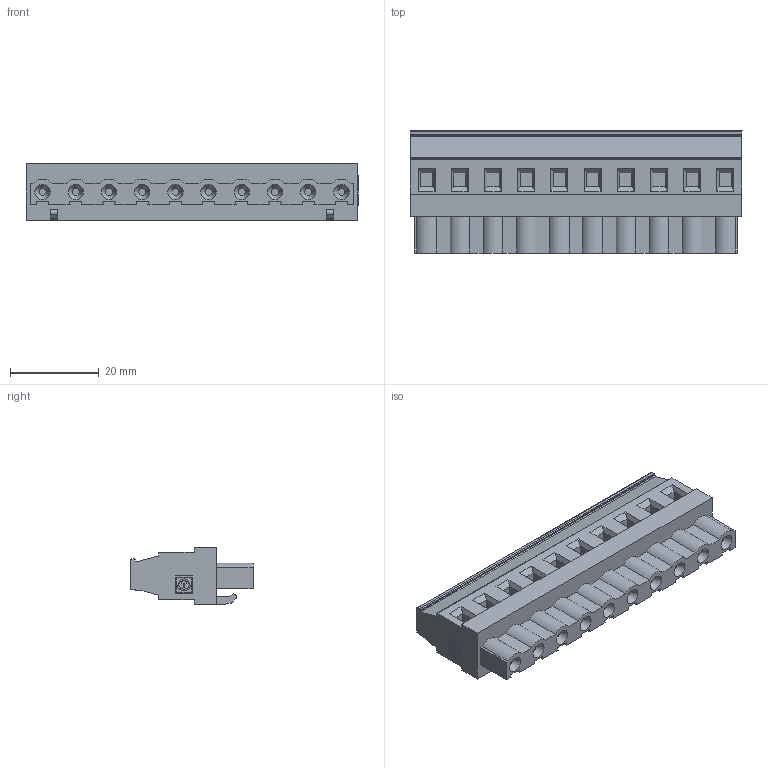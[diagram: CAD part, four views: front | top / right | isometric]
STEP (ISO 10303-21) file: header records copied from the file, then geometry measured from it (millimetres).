
FILE_DESCRIPTION(('STEP AP214'),'1');
FILE_NAME('SV10-7,5-P.stp','2021-01-27T10:36:01',(' '),(' '),'Spatial InterOp 3D',' ',' ');
FILE_SCHEMA(('AUTOMOTIVE_DESIGN { 1 0 10303 214 1 1 1 1 }'));
Length unit declared in the file: metre
Products named in the file (1): 1611746228
Bounding box: 75 x 27.6 x 12.7 mm (x, y, z)
Volume: 16583.5 mm3; surface area: 8239.3 mm2
Topology: 1 solids, 1 shells, 346 faces, 857 edges, 568 vertices
Faces by surface type: plane 255, cylinder 80, cone 10, extrusion 1
Full cylindrical faces by diameter (mm): 1.6 x10, 3.97 x10
Entity records: 12657 total; most frequent: CARTESIAN_POINT 1720, DIRECTION 1668, ORIENTED_EDGE 1614, EDGE_CURVE 807, VECTOR 636, LINE 635, VERTEX_POINT 548, AXIS2_PLACEMENT_3D 516
